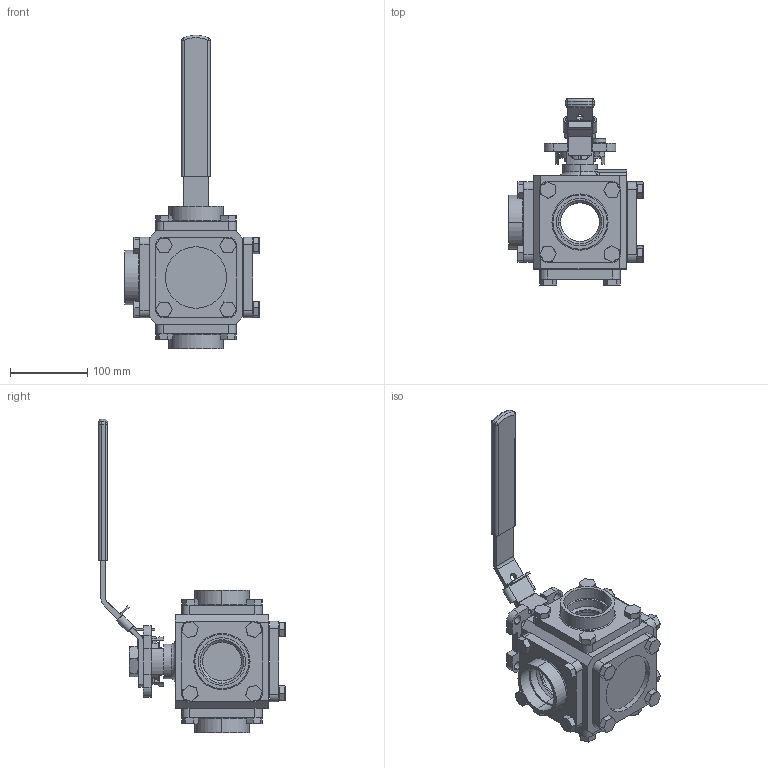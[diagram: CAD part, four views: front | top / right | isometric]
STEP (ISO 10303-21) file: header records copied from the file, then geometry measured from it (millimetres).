
FILE_DESCRIPTION (( 'STEP AP214' ), '1' );
FILE_NAME ('33-SW-0200-XXX.step', '2019-09-30T20:18:22', ( '' ), ( '' ), 'SwSTEP 2.0', 'SolidWorks 2019', '' );
FILE_SCHEMA (( 'AUTOMOTIVE_DESIGN' ));
Length unit declared in the file: inch
Products named in the file (2): 33-SW-0200-XXX
Bounding box: 173.53 x 240.59 x 404.81 mm (x, y, z)
Surface area: 281042 mm2 (no closed solid volume)
Topology: 0 solids, 35 shells, 563 faces, 1565 edges, 1038 vertices
Faces by surface type: plane 411, cylinder 117, torus 15, cone 14, sphere 4, bspline 2
Entity records: 25648 total; most frequent: CARTESIAN_POINT 3806, DIRECTION 3062, ORIENTED_EDGE 2697, EDGE_CURVE 1561, LINE 1090, VECTOR 1090, VERTEX_POINT 1038, AXIS2_PLACEMENT_3D 986
